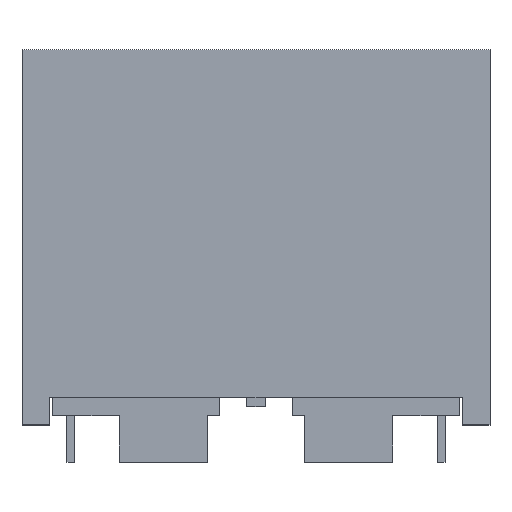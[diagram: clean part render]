
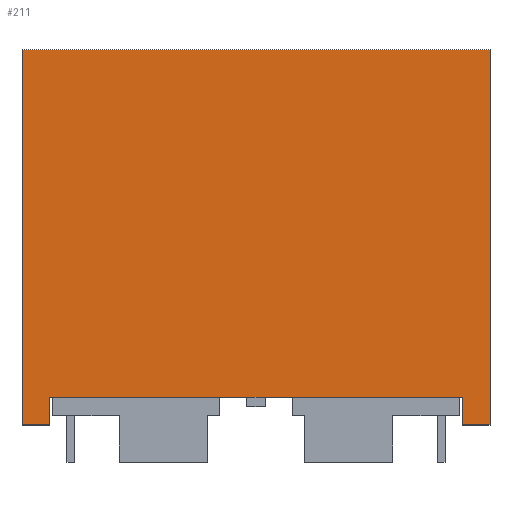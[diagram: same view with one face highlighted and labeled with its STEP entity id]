
A CAD part, top view. The second image highlights one B-rep face of the part: STEP entity #211.
In plain terms, the highlighted planar face has unit normal (0, 0, 1).
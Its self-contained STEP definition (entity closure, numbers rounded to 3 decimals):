
#9 = EDGE_CURVE ( 'NONE', #104, #1632, #318, .T. ) ;
#43 = VERTEX_POINT ( 'NONE', #674 ) ;
#93 = EDGE_CURVE ( 'NONE', #104, #43, #1238, .T. ) ;
#104 = VERTEX_POINT ( 'NONE', #1394 ) ;
#211 = ADVANCED_FACE ( 'NONE', ( #452 ), #453, .F. ) ;
#318 = LINE ( 'NONE', #319, #320 ) ;
#319 = CARTESIAN_POINT ( 'NONE',  ( -5.25, 40.5, 30.9 ) ) ;
#320 = VECTOR ( 'NONE', #321, 1000. ) ;
#321 = DIRECTION ( 'NONE',  ( 1., 0., 0. ) ) ;
#427 = EDGE_CURVE ( 'NONE', #1942, #671, #572, .T. ) ;
#452 = FACE_OUTER_BOUND ( 'NONE', #524, .T. ) ;
#453 = PLANE ( 'NONE',  #454 ) ;
#454 = AXIS2_PLACEMENT_3D ( 'NONE', #455, #456, #457 ) ;
#455 = CARTESIAN_POINT ( 'NONE',  ( -5.25, 40.5, 30.9 ) ) ;
#456 = DIRECTION ( 'NONE',  ( 0., 0., -1. ) ) ;
#457 = DIRECTION ( 'NONE',  ( -1., 0., 0. ) ) ;
#524 = EDGE_LOOP ( 'NONE', ( #965, #1436, #1821, #1871, #1896, #1976, #1089, #1781 ) ) ;
#572 = LINE ( 'NONE', #573, #574 ) ;
#573 = CARTESIAN_POINT ( 'NONE',  ( 45.25, 0., 30.9 ) ) ;
#574 = VECTOR ( 'NONE', #575, 1000. ) ;
#575 = DIRECTION ( 'NONE',  ( 1., 0., 0. ) ) ;
#657 = LINE ( 'NONE', #658, #659 ) ;
#658 = CARTESIAN_POINT ( 'NONE',  ( -2.25, -4.104, 30.9 ) ) ;
#659 = VECTOR ( 'NONE', #660, 1000. ) ;
#660 = DIRECTION ( 'NONE',  ( 0., 1., 0. ) ) ;
#671 = VERTEX_POINT ( 'NONE', #757 ) ;
#674 = CARTESIAN_POINT ( 'NONE',  ( -5.25, 0., 30.9 ) ) ;
#757 = CARTESIAN_POINT ( 'NONE',  ( 45.25, 0., 30.9 ) ) ;
#910 = VERTEX_POINT ( 'NONE', #958 ) ;
#958 = CARTESIAN_POINT ( 'NONE',  ( 42.25, 3., 30.9 ) ) ;
#965 = ORIENTED_EDGE ( 'NONE', *, *, #93, .T. ) ;
#1089 = ORIENTED_EDGE ( 'NONE', *, *, #1415, .F. ) ;
#1238 = LINE ( 'NONE', #1240, #1241 ) ;
#1240 = CARTESIAN_POINT ( 'NONE',  ( -5.25, 40.5, 30.9 ) ) ;
#1241 = VECTOR ( 'NONE', #1242, 1000. ) ;
#1242 = DIRECTION ( 'NONE',  ( 0., -1., 0. ) ) ;
#1300 = LINE ( 'NONE', #1301, #1302 ) ;
#1301 = CARTESIAN_POINT ( 'NONE',  ( 45.25, 40.5, 30.9 ) ) ;
#1302 = VECTOR ( 'NONE', #1303, 1000. ) ;
#1303 = DIRECTION ( 'NONE',  ( 0., -1., 0. ) ) ;
#1394 = CARTESIAN_POINT ( 'NONE',  ( -5.25, 40.5, 30.9 ) ) ;
#1415 = EDGE_CURVE ( 'NONE', #1632, #671, #1300, .T. ) ;
#1436 = ORIENTED_EDGE ( 'NONE', *, *, #1745, .T. ) ;
#1452 = CARTESIAN_POINT ( 'NONE',  ( 45.25, 40.5, 30.9 ) ) ;
#1534 = LINE ( 'NONE', #1535, #1536 ) ;
#1535 = CARTESIAN_POINT ( 'NONE',  ( -5.25, 0., 30.9 ) ) ;
#1536 = VECTOR ( 'NONE', #1537, 1000. ) ;
#1537 = DIRECTION ( 'NONE',  ( 1., 0., 0. ) ) ;
#1548 = LINE ( 'NONE', #1549, #1550 ) ;
#1549 = CARTESIAN_POINT ( 'NONE',  ( -5.25, 3., 30.9 ) ) ;
#1550 = VECTOR ( 'NONE', #1551, 1000. ) ;
#1551 = DIRECTION ( 'NONE',  ( 1., 0., 0. ) ) ;
#1556 = LINE ( 'NONE', #1557, #1558 ) ;
#1557 = CARTESIAN_POINT ( 'NONE',  ( 42.25, -4.104, 30.9 ) ) ;
#1558 = VECTOR ( 'NONE', #1559, 1000. ) ;
#1559 = DIRECTION ( 'NONE',  ( 0., 1., 0. ) ) ;
#1632 = VERTEX_POINT ( 'NONE', #1452 ) ;
#1691 = CARTESIAN_POINT ( 'NONE',  ( -2.25, 0., 30.9 ) ) ;
#1693 = CARTESIAN_POINT ( 'NONE',  ( 42.25, 0., 30.9 ) ) ;
#1704 = CARTESIAN_POINT ( 'NONE',  ( -2.25, 3., 30.9 ) ) ;
#1745 = EDGE_CURVE ( 'NONE', #43, #1773, #1534, .T. ) ;
#1755 = EDGE_CURVE ( 'NONE', #1778, #910, #1548, .T. ) ;
#1773 = VERTEX_POINT ( 'NONE', #1691 ) ;
#1778 = VERTEX_POINT ( 'NONE', #1704 ) ;
#1781 = ORIENTED_EDGE ( 'NONE', *, *, #9, .F. ) ;
#1821 = ORIENTED_EDGE ( 'NONE', *, *, #1839, .T. ) ;
#1839 = EDGE_CURVE ( 'NONE', #1773, #1778, #657, .T. ) ;
#1871 = ORIENTED_EDGE ( 'NONE', *, *, #1755, .T. ) ;
#1896 = ORIENTED_EDGE ( 'NONE', *, *, #1927, .F. ) ;
#1927 = EDGE_CURVE ( 'NONE', #1942, #910, #1556, .T. ) ;
#1942 = VERTEX_POINT ( 'NONE', #1693 ) ;
#1976 = ORIENTED_EDGE ( 'NONE', *, *, #427, .T. ) ;
